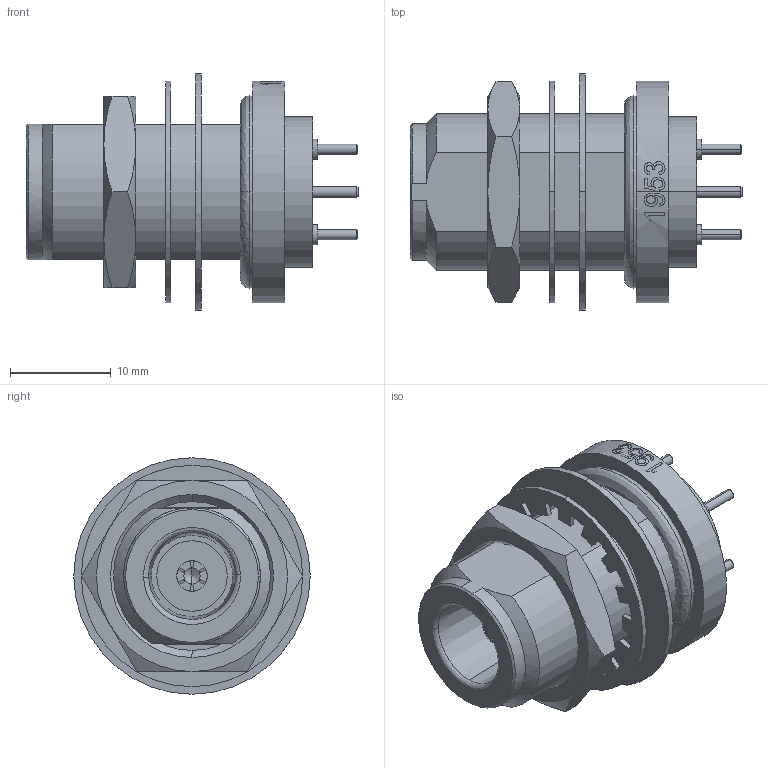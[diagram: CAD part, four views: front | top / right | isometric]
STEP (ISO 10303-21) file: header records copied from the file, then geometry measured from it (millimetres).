
FILE_DESCRIPTION (( 'STEP AP214' ), '1' );
FILE_NAME ('PE1953_3D.STEP', '2022-12-13T17:36:31', ( '' ), ( '' ), 'SwSTEP 2.0', 'SolidWorks 2022', '' );
FILE_SCHEMA (( 'AUTOMOTIVE_DESIGN' ));
Length unit declared in the file: inch
Products named in the file (6): Copy of N8105-7^PE1953; Copy of N8405A-6^PE1953; Copy of N8405A-5^PE1953; PE1953_3D; Copy of N8105-8^PE1953; Copy of N8405A-0000-NI-HS^PE1953
Assembly tree (5 placements, depth 2):
  PE1953_3D
    Copy of N8405A-0000-NI-HS^PE1953
    Copy of N8405A-5^PE1953
    Copy of N8405A-6^PE1953
    Copy of N8105-7^PE1953
    Copy of N8105-8^PE1953
Bounding box: 33 x 23.5 x 23.5 mm (x, y, z)
Volume: 5820.2 mm3; surface area: 4547.9 mm2
Topology: 5 solids, 5 shells, 277 faces, 693 edges, 443 vertices
Faces by surface type: plane 97, cylinder 82, bspline 64, cone 34
Entity records: 12996 total; most frequent: CARTESIAN_POINT 6502, ORIENTED_EDGE 1382, DIRECTION 1178, EDGE_CURVE 691, AXIS2_PLACEMENT_3D 465, VERTEX_POINT 443, EDGE_LOOP 304, ADVANCED_FACE 277
